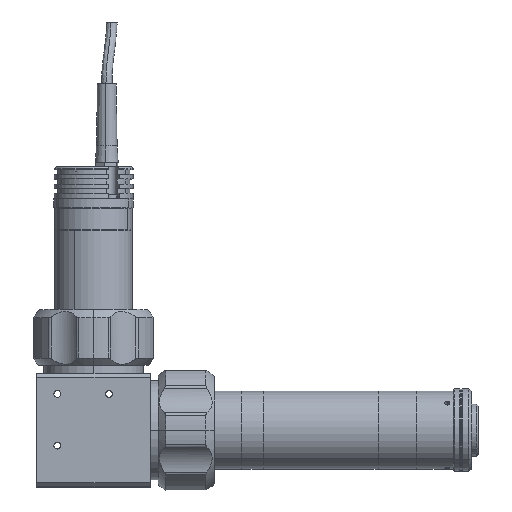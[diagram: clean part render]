
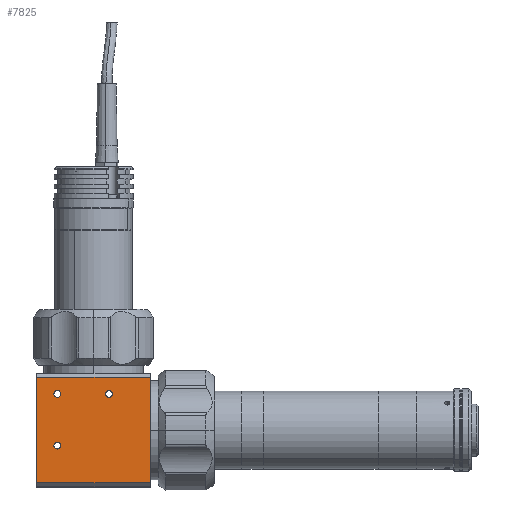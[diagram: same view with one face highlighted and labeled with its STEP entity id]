
A CAD part, top view. The second image highlights one B-rep face of the part: STEP entity #7825.
In plain terms, the highlighted planar face has unit normal (0, 0, 1).
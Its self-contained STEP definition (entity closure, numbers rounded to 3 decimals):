
#166 = DIRECTION ( 'NONE',  ( 1., 0., 0. ) ) ;
#391 = CARTESIAN_POINT ( 'NONE',  ( 27.5, -25.5, 32. ) ) ;
#613 = CARTESIAN_POINT ( 'NONE',  ( -19.15, 17.5, 32. ) ) ;
#645 = CIRCLE ( 'NONE', #15374, 1.65 ) ;
#944 = AXIS2_PLACEMENT_3D ( 'NONE', #9646, #1160, #11108 ) ;
#1116 = EDGE_CURVE ( 'NONE', #9765, #9442, #11218, .T. ) ;
#1160 = DIRECTION ( 'NONE',  ( 0., 0., 1. ) ) ;
#2262 = EDGE_LOOP ( 'NONE', ( #12944, #10157 ) ) ;
#2289 = CARTESIAN_POINT ( 'NONE',  ( -17.5, -7.5, 32. ) ) ;
#2349 = VERTEX_POINT ( 'NONE', #5813 ) ;
#2674 = FACE_BOUND ( 'NONE', #2262, .T. ) ;
#2680 = ORIENTED_EDGE ( 'NONE', *, *, #1116, .F. ) ;
#3123 = FACE_OUTER_BOUND ( 'NONE', #14321, .T. ) ;
#3198 = ORIENTED_EDGE ( 'NONE', *, *, #9318, .T. ) ;
#3299 = AXIS2_PLACEMENT_3D ( 'NONE', #2289, #12265, #3728 ) ;
#3481 = DIRECTION ( 'NONE',  ( 1., 0., 0. ) ) ;
#3505 = VECTOR ( 'NONE', #16329, 1000. ) ;
#3544 = DIRECTION ( 'NONE',  ( 0., 1., 0. ) ) ;
#3555 = AXIS2_PLACEMENT_3D ( 'NONE', #14699, #6046, #16164 ) ;
#3699 = VECTOR ( 'NONE', #3544, 1000. ) ;
#3728 = DIRECTION ( 'NONE',  ( 1., 0., 0. ) ) ;
#3866 = DIRECTION ( 'NONE',  ( 0., 0., 1. ) ) ;
#3987 = VERTEX_POINT ( 'NONE', #17386 ) ;
#4253 = CARTESIAN_POINT ( 'NONE',  ( -19.15, -7.5, 32. ) ) ;
#4255 = DIRECTION ( 'NONE',  ( 0., 0., 1. ) ) ;
#5122 = EDGE_CURVE ( 'NONE', #16058, #12941, #10707, .T. ) ;
#5393 = EDGE_CURVE ( 'NONE', #17500, #2349, #15249, .T. ) ;
#5491 = EDGE_CURVE ( 'NONE', #2349, #17500, #645, .T. ) ;
#5813 = CARTESIAN_POINT ( 'NONE',  ( 9.15, 17.5, 32. ) ) ;
#6005 = VECTOR ( 'NONE', #3481, 1000. ) ;
#6046 = DIRECTION ( 'NONE',  ( 0., 0., 1. ) ) ;
#6217 = CARTESIAN_POINT ( 'NONE',  ( 0., 25.5, 32. ) ) ;
#6860 = ORIENTED_EDGE ( 'NONE', *, *, #5122, .F. ) ;
#7047 = CARTESIAN_POINT ( 'NONE',  ( -27.5, 25.5, 32. ) ) ;
#7092 = EDGE_CURVE ( 'NONE', #14339, #14787, #7450, .T. ) ;
#7295 = EDGE_LOOP ( 'NONE', ( #17298, #2680 ) ) ;
#7450 = LINE ( 'NONE', #7744, #3699 ) ;
#7541 = ORIENTED_EDGE ( 'NONE', *, *, #13354, .T. ) ;
#7744 = CARTESIAN_POINT ( 'NONE',  ( 27.5, -27.5, 32. ) ) ;
#7825 = ADVANCED_FACE ( 'NONE', ( #17979, #2674, #14123, #3123 ), #9198, .F. ) ;
#7838 = CARTESIAN_POINT ( 'NONE',  ( 0., 0., 32. ) ) ;
#7868 = VECTOR ( 'NONE', #13471, 1000. ) ;
#7974 = AXIS2_PLACEMENT_3D ( 'NONE', #12409, #3866, #13911 ) ;
#8032 = EDGE_CURVE ( 'NONE', #12941, #16058, #17058, .T. ) ;
#8649 = DIRECTION ( 'NONE',  ( 0., 0., 1. ) ) ;
#8967 = CARTESIAN_POINT ( 'NONE',  ( 27.5, 25.5, 32. ) ) ;
#9198 = PLANE ( 'NONE',  #9597 ) ;
#9264 = DIRECTION ( 'NONE',  ( -1., 0., 0. ) ) ;
#9307 = CARTESIAN_POINT ( 'NONE',  ( -15.85, -7.5, 32. ) ) ;
#9318 = EDGE_CURVE ( 'NONE', #14787, #9739, #14538, .T. ) ;
#9442 = VERTEX_POINT ( 'NONE', #9307 ) ;
#9597 = AXIS2_PLACEMENT_3D ( 'NONE', #7838, #18004, #9264 ) ;
#9646 = CARTESIAN_POINT ( 'NONE',  ( 7.5, 17.5, 32. ) ) ;
#9739 = VERTEX_POINT ( 'NONE', #7047 ) ;
#9765 = VERTEX_POINT ( 'NONE', #4253 ) ;
#10106 = EDGE_LOOP ( 'NONE', ( #6860, #12230 ) ) ;
#10157 = ORIENTED_EDGE ( 'NONE', *, *, #5393, .F. ) ;
#10571 = CARTESIAN_POINT ( 'NONE',  ( 0., -25.5, 32. ) ) ;
#10707 = CIRCLE ( 'NONE', #3555, 1.65 ) ;
#11108 = DIRECTION ( 'NONE',  ( 1., 0., 0. ) ) ;
#11218 = CIRCLE ( 'NONE', #3299, 1.65 ) ;
#12230 = ORIENTED_EDGE ( 'NONE', *, *, #8032, .F. ) ;
#12265 = DIRECTION ( 'NONE',  ( 0., 0., 1. ) ) ;
#12409 = CARTESIAN_POINT ( 'NONE',  ( -17.5, -7.5, 32. ) ) ;
#12820 = CARTESIAN_POINT ( 'NONE',  ( 7.5, 17.5, 32. ) ) ;
#12941 = VERTEX_POINT ( 'NONE', #613 ) ;
#12944 = ORIENTED_EDGE ( 'NONE', *, *, #5491, .F. ) ;
#13219 = CARTESIAN_POINT ( 'NONE',  ( 5.85, 17.5, 32. ) ) ;
#13354 = EDGE_CURVE ( 'NONE', #9739, #3987, #16060, .T. ) ;
#13471 = DIRECTION ( 'NONE',  ( 0., -1., 0. ) ) ;
#13906 = CIRCLE ( 'NONE', #7974, 1.65 ) ;
#13911 = DIRECTION ( 'NONE',  ( 1., 0., 0. ) ) ;
#14123 = FACE_BOUND ( 'NONE', #7295, .T. ) ;
#14321 = EDGE_LOOP ( 'NONE', ( #7541, #17027, #17173, #3198 ) ) ;
#14332 = DIRECTION ( 'NONE',  ( 1., 0., 0. ) ) ;
#14339 = VERTEX_POINT ( 'NONE', #391 ) ;
#14538 = LINE ( 'NONE', #6217, #3505 ) ;
#14699 = CARTESIAN_POINT ( 'NONE',  ( -17.5, 17.5, 32. ) ) ;
#14787 = VERTEX_POINT ( 'NONE', #8967 ) ;
#15098 = AXIS2_PLACEMENT_3D ( 'NONE', #17361, #8649, #166 ) ;
#15249 = CIRCLE ( 'NONE', #944, 1.65 ) ;
#15374 = AXIS2_PLACEMENT_3D ( 'NONE', #12820, #4255, #14332 ) ;
#16058 = VERTEX_POINT ( 'NONE', #18194 ) ;
#16060 = LINE ( 'NONE', #16424, #7868 ) ;
#16164 = DIRECTION ( 'NONE',  ( 1., 0., 0. ) ) ;
#16329 = DIRECTION ( 'NONE',  ( -1., 0., 0. ) ) ;
#16424 = CARTESIAN_POINT ( 'NONE',  ( -27.5, -27.5, 32. ) ) ;
#17027 = ORIENTED_EDGE ( 'NONE', *, *, #17044, .T. ) ;
#17044 = EDGE_CURVE ( 'NONE', #3987, #14339, #17547, .T. ) ;
#17058 = CIRCLE ( 'NONE', #15098, 1.65 ) ;
#17173 = ORIENTED_EDGE ( 'NONE', *, *, #7092, .T. ) ;
#17188 = EDGE_CURVE ( 'NONE', #9442, #9765, #13906, .T. ) ;
#17298 = ORIENTED_EDGE ( 'NONE', *, *, #17188, .F. ) ;
#17361 = CARTESIAN_POINT ( 'NONE',  ( -17.5, 17.5, 32. ) ) ;
#17386 = CARTESIAN_POINT ( 'NONE',  ( -27.5, -25.5, 32. ) ) ;
#17500 = VERTEX_POINT ( 'NONE', #13219 ) ;
#17547 = LINE ( 'NONE', #10571, #6005 ) ;
#17979 = FACE_BOUND ( 'NONE', #10106, .T. ) ;
#18004 = DIRECTION ( 'NONE',  ( 0., 0., -1. ) ) ;
#18194 = CARTESIAN_POINT ( 'NONE',  ( -15.85, 17.5, 32. ) ) ;
